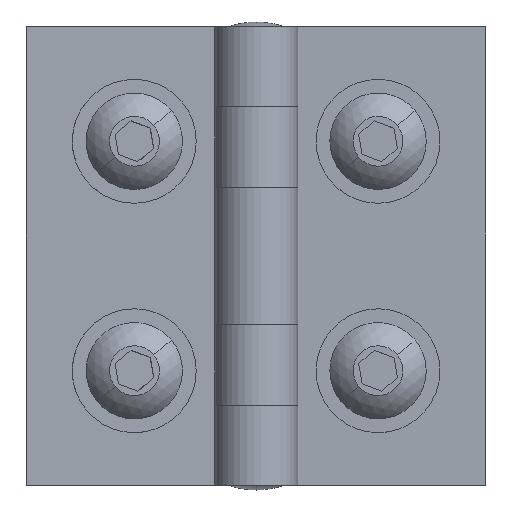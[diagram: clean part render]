
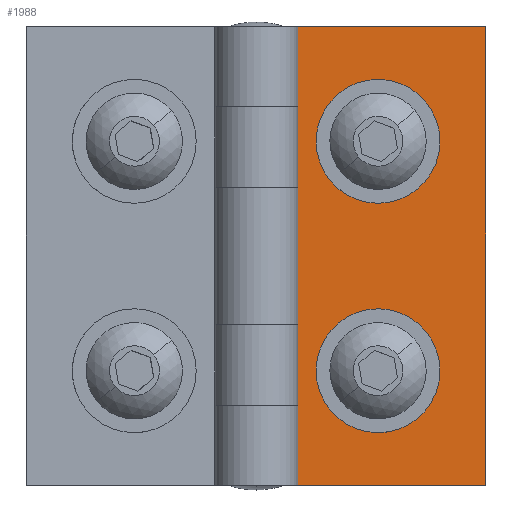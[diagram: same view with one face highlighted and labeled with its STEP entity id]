
A CAD part, top view. The second image highlights one B-rep face of the part: STEP entity #1988.
In plain terms, the highlighted planar face has unit normal (0, 0, 1).
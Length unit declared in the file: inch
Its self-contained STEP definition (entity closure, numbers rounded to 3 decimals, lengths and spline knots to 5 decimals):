
#17 = VERTEX_POINT ( 'NONE', #225 ) ;
#37 = EDGE_CURVE ( 'NONE', #2063, #3409, #351, .T. ) ;
#50 = EDGE_CURVE ( 'NONE', #17, #3067, #422, .T. ) ;
#56 = ORIENTED_EDGE ( 'NONE', *, *, #37, .T. ) ;
#66 = ORIENTED_EDGE ( 'NONE', *, *, #50, .F. ) ;
#87 = VERTEX_POINT ( 'NONE', #722 ) ;
#93 = ORIENTED_EDGE ( 'NONE', *, *, #2188, .T. ) ;
#95 = EDGE_LOOP ( 'NONE', ( #66, #3056 ) ) ;
#103 = ORIENTED_EDGE ( 'NONE', *, *, #2242, .T. ) ;
#106 = ORIENTED_EDGE ( 'NONE', *, *, #1431, .F. ) ;
#225 = CARTESIAN_POINT ( 'NONE',  ( 0.6595, 1.5, 0. ) ) ;
#227 = ORIENTED_EDGE ( 'NONE', *, *, #3185, .T. ) ;
#264 = CARTESIAN_POINT ( 'NONE',  ( 0.1502, 1.3, 0. ) ) ;
#265 = LINE ( 'NONE', #266, #267 ) ;
#266 = CARTESIAN_POINT ( 'NONE',  ( 0., 0.7, 0. ) ) ;
#267 = VECTOR ( 'NONE', #268, 39.37008 ) ;
#268 = DIRECTION ( 'NONE',  ( 1., 0., 0. ) ) ;
#328 = LINE ( 'NONE', #329, #330 ) ;
#329 = CARTESIAN_POINT ( 'NONE',  ( 0.1502, 2., 0. ) ) ;
#330 = VECTOR ( 'NONE', #331, 39.37008 ) ;
#331 = DIRECTION ( 'NONE',  ( 0., -1., 0. ) ) ;
#351 = LINE ( 'NONE', #352, #353 ) ;
#352 = CARTESIAN_POINT ( 'NONE',  ( 0., 1.3, 0. ) ) ;
#353 = VECTOR ( 'NONE', #354, 39.37008 ) ;
#354 = DIRECTION ( 'NONE',  ( -1., 0., 0. ) ) ;
#422 = CIRCLE ( 'NONE', #423, 0.1285 ) ;
#423 = AXIS2_PLACEMENT_3D ( 'NONE', #424, #425, #426 ) ;
#424 = CARTESIAN_POINT ( 'NONE',  ( 0.531, 1.5, 0. ) ) ;
#425 = DIRECTION ( 'NONE',  ( 0., 0., 1. ) ) ;
#426 = DIRECTION ( 'NONE',  ( 1., 0., 0. ) ) ;
#443 = CARTESIAN_POINT ( 'NONE',  ( 1., 2., 0. ) ) ;
#544 = EDGE_CURVE ( 'NONE', #1894, #3301, #1418, .T. ) ;
#721 = CARTESIAN_POINT ( 'NONE',  ( 0.6595, 0.5, 0. ) ) ;
#722 = CARTESIAN_POINT ( 'NONE',  ( 0.1502, 0.35, 0. ) ) ;
#755 = CARTESIAN_POINT ( 'NONE',  ( 0.1502, 1.65, 0. ) ) ;
#756 = CARTESIAN_POINT ( 'NONE',  ( 0.17797, 0.7, 0. ) ) ;
#819 = CARTESIAN_POINT ( 'NONE',  ( 0.4025, 0.5, 0. ) ) ;
#825 = FACE_BOUND ( 'NONE', #1749, .T. ) ;
#826 = FACE_BOUND ( 'NONE', #95, .T. ) ;
#827 = FACE_OUTER_BOUND ( 'NONE', #1966, .T. ) ;
#828 = PLANE ( 'NONE',  #829 ) ;
#829 = AXIS2_PLACEMENT_3D ( 'NONE', #830, #831, #832 ) ;
#830 = CARTESIAN_POINT ( 'NONE',  ( 0., 2., 0. ) ) ;
#831 = DIRECTION ( 'NONE',  ( 0., 0., -1. ) ) ;
#832 = DIRECTION ( 'NONE',  ( -1., 0., 0. ) ) ;
#874 = ORIENTED_EDGE ( 'NONE', *, *, #544, .F. ) ;
#876 = CARTESIAN_POINT ( 'NONE',  ( 0.17797, 1.3, 0. ) ) ;
#924 = LINE ( 'NONE', #925, #927 ) ;
#925 = CARTESIAN_POINT ( 'NONE',  ( 0., 0., 0. ) ) ;
#927 = VECTOR ( 'NONE', #928, 39.37008 ) ;
#928 = DIRECTION ( 'NONE',  ( 1., 0., 0. ) ) ;
#961 = CARTESIAN_POINT ( 'NONE',  ( 0.4025, 1.5, 0. ) ) ;
#989 = LINE ( 'NONE', #990, #991 ) ;
#990 = CARTESIAN_POINT ( 'NONE',  ( 0., 0.35, 0. ) ) ;
#991 = VECTOR ( 'NONE', #992, 39.37008 ) ;
#992 = DIRECTION ( 'NONE',  ( -1., 0., 0. ) ) ;
#1027 = LINE ( 'NONE', #1029, #1030 ) ;
#1029 = CARTESIAN_POINT ( 'NONE',  ( 0.17797, 2., 0. ) ) ;
#1030 = VECTOR ( 'NONE', #1031, 39.37008 ) ;
#1031 = DIRECTION ( 'NONE',  ( 0., -1., 0. ) ) ;
#1038 = LINE ( 'NONE', #1039, #1040 ) ;
#1039 = CARTESIAN_POINT ( 'NONE',  ( 0.17797, 2., 0. ) ) ;
#1040 = VECTOR ( 'NONE', #1041, 39.37008 ) ;
#1041 = DIRECTION ( 'NONE',  ( 0., -1., 0. ) ) ;
#1232 = CARTESIAN_POINT ( 'NONE',  ( 0.1502, 0., 0. ) ) ;
#1297 = ORIENTED_EDGE ( 'NONE', *, *, #3530, .T. ) ;
#1304 = CARTESIAN_POINT ( 'NONE',  ( 1., 0., 0. ) ) ;
#1408 = LINE ( 'NONE', #1409, #1410 ) ;
#1409 = CARTESIAN_POINT ( 'NONE',  ( 1., 0., 0. ) ) ;
#1410 = VECTOR ( 'NONE', #1411, 39.37008 ) ;
#1411 = DIRECTION ( 'NONE',  ( 0., 1., 0. ) ) ;
#1418 = CIRCLE ( 'NONE', #1419, 0.1285 ) ;
#1419 = AXIS2_PLACEMENT_3D ( 'NONE', #1420, #1421, #1422 ) ;
#1420 = CARTESIAN_POINT ( 'NONE',  ( 0.531, 0.5, 0. ) ) ;
#1421 = DIRECTION ( 'NONE',  ( 0., 0., 1. ) ) ;
#1422 = DIRECTION ( 'NONE',  ( 1., 0., 0. ) ) ;
#1431 = EDGE_CURVE ( 'NONE', #3301, #1894, #1754, .T. ) ;
#1450 = CARTESIAN_POINT ( 'NONE',  ( 0.1502, 0.7, 0. ) ) ;
#1461 = CARTESIAN_POINT ( 'NONE',  ( 0.1502, 2., 0. ) ) ;
#1537 = LINE ( 'NONE', #1538, #1539 ) ;
#1538 = CARTESIAN_POINT ( 'NONE',  ( 0.1502, 2., 0. ) ) ;
#1539 = VECTOR ( 'NONE', #1540, 39.37008 ) ;
#1540 = DIRECTION ( 'NONE',  ( 0., -1., 0. ) ) ;
#1587 = CIRCLE ( 'NONE', #1588, 0.1285 ) ;
#1588 = AXIS2_PLACEMENT_3D ( 'NONE', #1589, #1590, #1591 ) ;
#1589 = CARTESIAN_POINT ( 'NONE',  ( 0.531, 1.5, 0. ) ) ;
#1590 = DIRECTION ( 'NONE',  ( 0., 0., 1. ) ) ;
#1591 = DIRECTION ( 'NONE',  ( 1., 0., 0. ) ) ;
#1597 = LINE ( 'NONE', #1598, #1599 ) ;
#1598 = CARTESIAN_POINT ( 'NONE',  ( 0.1502, 2., 0. ) ) ;
#1599 = VECTOR ( 'NONE', #1600, 39.37008 ) ;
#1600 = DIRECTION ( 'NONE',  ( 0., -1., 0. ) ) ;
#1713 = CARTESIAN_POINT ( 'NONE',  ( 0.17797, 1.65, 0. ) ) ;
#1728 = LINE ( 'NONE', #1729, #1730 ) ;
#1729 = CARTESIAN_POINT ( 'NONE',  ( 0., 2., 0. ) ) ;
#1730 = VECTOR ( 'NONE', #1731, 39.37008 ) ;
#1731 = DIRECTION ( 'NONE',  ( -1., 0., 0. ) ) ;
#1749 = EDGE_LOOP ( 'NONE', ( #874, #106 ) ) ;
#1754 = CIRCLE ( 'NONE', #1755, 0.1285 ) ;
#1755 = AXIS2_PLACEMENT_3D ( 'NONE', #1756, #1757, #1758 ) ;
#1756 = CARTESIAN_POINT ( 'NONE',  ( 0.531, 0.5, 0. ) ) ;
#1757 = DIRECTION ( 'NONE',  ( 0., 0., 1. ) ) ;
#1758 = DIRECTION ( 'NONE',  ( 1., 0., 0. ) ) ;
#1777 = LINE ( 'NONE', #1778, #1779 ) ;
#1778 = CARTESIAN_POINT ( 'NONE',  ( 0., 1.65, 0. ) ) ;
#1779 = VECTOR ( 'NONE', #1780, 39.37008 ) ;
#1780 = DIRECTION ( 'NONE',  ( 1., 0., 0. ) ) ;
#1818 = ORIENTED_EDGE ( 'NONE', *, *, #2260, .T. ) ;
#1846 = CARTESIAN_POINT ( 'NONE',  ( 0.17797, 0.35, 0. ) ) ;
#1894 = VERTEX_POINT ( 'NONE', #721 ) ;
#1966 = EDGE_LOOP ( 'NONE', ( #3179, #3044, #1818, #93, #227, #2679, #1297, #3170, #3008, #2977, #103, #56 ) ) ;
#1988 = ADVANCED_FACE ( 'NONE', ( #825, #826, #827 ), #828, .F. ) ;
#2063 = VERTEX_POINT ( 'NONE', #876 ) ;
#2188 = EDGE_CURVE ( 'NONE', #3253, #87, #989, .T. ) ;
#2242 = EDGE_CURVE ( 'NONE', #3216, #2063, #1027, .T. ) ;
#2260 = EDGE_CURVE ( 'NONE', #3290, #3253, #1038, .T. ) ;
#2679 = ORIENTED_EDGE ( 'NONE', *, *, #3319, .T. ) ;
#2924 = EDGE_CURVE ( 'NONE', #3138, #3290, #265, .T. ) ;
#2977 = ORIENTED_EDGE ( 'NONE', *, *, #3238, .T. ) ;
#3008 = ORIENTED_EDGE ( 'NONE', *, *, #3166, .T. ) ;
#3044 = ORIENTED_EDGE ( 'NONE', *, *, #2924, .T. ) ;
#3056 = ORIENTED_EDGE ( 'NONE', *, *, #3183, .F. ) ;
#3067 = VERTEX_POINT ( 'NONE', #961 ) ;
#3138 = VERTEX_POINT ( 'NONE', #1450 ) ;
#3146 = VERTEX_POINT ( 'NONE', #1461 ) ;
#3166 = EDGE_CURVE ( 'NONE', #3146, #3289, #1537, .T. ) ;
#3170 = ORIENTED_EDGE ( 'NONE', *, *, #3227, .T. ) ;
#3179 = ORIENTED_EDGE ( 'NONE', *, *, #3415, .T. ) ;
#3183 = EDGE_CURVE ( 'NONE', #3067, #17, #1587, .T. ) ;
#3185 = EDGE_CURVE ( 'NONE', #87, #3507, #1597, .T. ) ;
#3216 = VERTEX_POINT ( 'NONE', #1713 ) ;
#3227 = EDGE_CURVE ( 'NONE', #3436, #3146, #1728, .T. ) ;
#3238 = EDGE_CURVE ( 'NONE', #3289, #3216, #1777, .T. ) ;
#3253 = VERTEX_POINT ( 'NONE', #1846 ) ;
#3289 = VERTEX_POINT ( 'NONE', #755 ) ;
#3290 = VERTEX_POINT ( 'NONE', #756 ) ;
#3301 = VERTEX_POINT ( 'NONE', #819 ) ;
#3319 = EDGE_CURVE ( 'NONE', #3507, #3510, #924, .T. ) ;
#3409 = VERTEX_POINT ( 'NONE', #264 ) ;
#3415 = EDGE_CURVE ( 'NONE', #3409, #3138, #328, .T. ) ;
#3436 = VERTEX_POINT ( 'NONE', #443 ) ;
#3507 = VERTEX_POINT ( 'NONE', #1232 ) ;
#3510 = VERTEX_POINT ( 'NONE', #1304 ) ;
#3530 = EDGE_CURVE ( 'NONE', #3510, #3436, #1408, .T. ) ;
